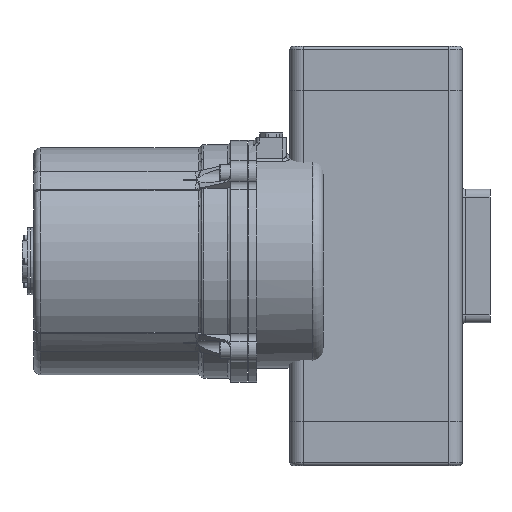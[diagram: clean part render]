
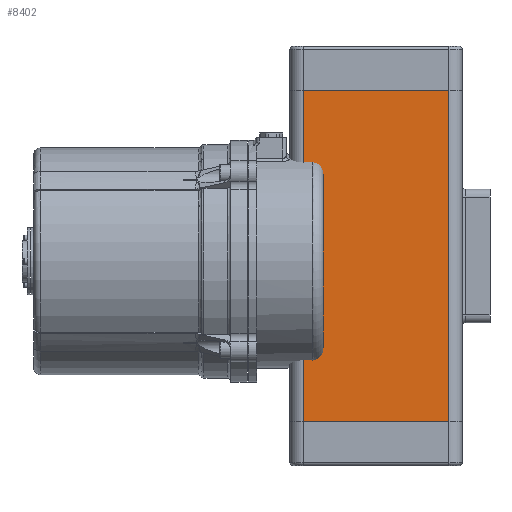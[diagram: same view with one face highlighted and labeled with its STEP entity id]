
A CAD part, left-side view. The second image highlights one B-rep face of the part: STEP entity #8402.
In plain terms, the highlighted planar face has unit normal (-1, 0, 0).
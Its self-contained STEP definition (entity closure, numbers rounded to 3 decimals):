
#708=PLANE('',#9369);
#1131=FACE_OUTER_BOUND('',#1652,.T.);
#1652=EDGE_LOOP('',(#7034,#7035,#7036,#7037));
#2190=LINE('',#16166,#2708);
#2193=LINE('',#16178,#2711);
#2195=LINE('',#16184,#2713);
#2204=LINE('',#16219,#2722);
#2708=VECTOR('',#11273,10.);
#2711=VECTOR('',#11286,10.);
#2713=VECTOR('',#11292,10.);
#2722=VECTOR('',#11339,10.);
#3828=VERTEX_POINT('',#16163);
#3829=VERTEX_POINT('',#16165);
#3833=VERTEX_POINT('',#16176);
#3834=VERTEX_POINT('',#16180);
#4911=EDGE_CURVE('',#3828,#3829,#2190,.T.);
#4917=EDGE_CURVE('',#3833,#3828,#2193,.T.);
#4920=EDGE_CURVE('',#3829,#3834,#2195,.T.);
#4935=EDGE_CURVE('',#3834,#3833,#2204,.T.);
#7034=ORIENTED_EDGE('',*,*,#4917,.F.);
#7035=ORIENTED_EDGE('',*,*,#4935,.F.);
#7036=ORIENTED_EDGE('',*,*,#4920,.F.);
#7037=ORIENTED_EDGE('',*,*,#4911,.F.);
#8402=ADVANCED_FACE('',(#1131),#708,.T.);
#9369=AXIS2_PLACEMENT_3D('',#16218,#11337,#11338);
#11273=DIRECTION('',(0.,1.,0.));
#11286=DIRECTION('',(0.,0.,-1.));
#11292=DIRECTION('',(0.,0.,1.));
#11337=DIRECTION('center_axis',(-1.,0.,0.));
#11338=DIRECTION('ref_axis',(0.,-1.,0.));
#11339=DIRECTION('',(0.,-1.,0.));
#16163=CARTESIAN_POINT('',(-77.5,-65.5,-148.5));
#16165=CARTESIAN_POINT('',(-77.5,65.5,-148.5));
#16166=CARTESIAN_POINT('',(-77.5,77.5,-148.5));
#16176=CARTESIAN_POINT('',(-77.5,-65.5,148.5));
#16178=CARTESIAN_POINT('',(-77.5,-65.5,0.));
#16180=CARTESIAN_POINT('',(-77.5,65.5,148.5));
#16184=CARTESIAN_POINT('',(-77.5,65.5,0.));
#16218=CARTESIAN_POINT('Origin',(-77.5,77.5,0.));
#16219=CARTESIAN_POINT('',(-77.5,77.5,148.5));
